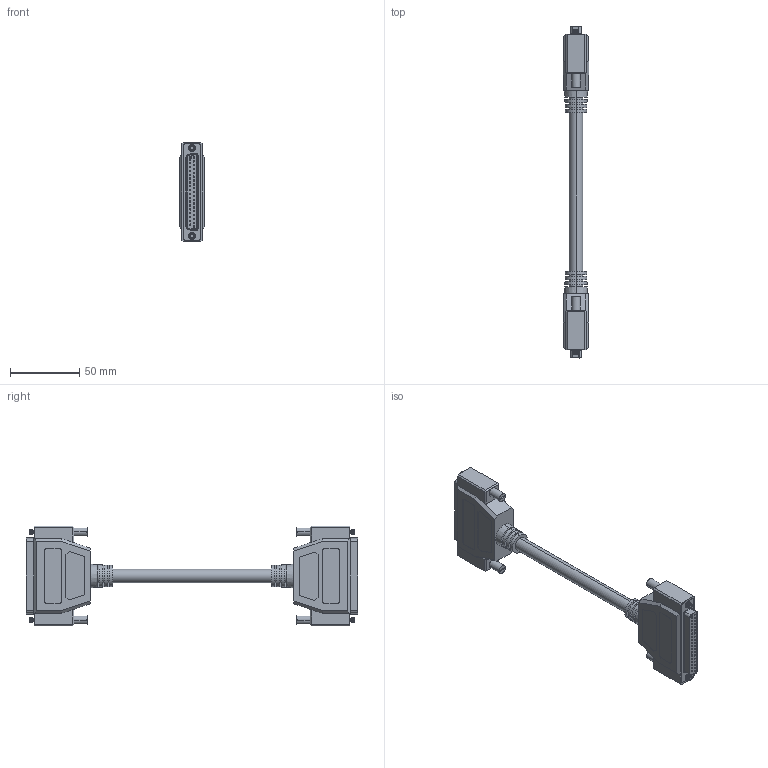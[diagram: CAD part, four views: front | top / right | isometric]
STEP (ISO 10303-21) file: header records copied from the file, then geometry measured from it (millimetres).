
FILE_DESCRIPTION (( 'STEP AP214' ), '1' );
FILE_NAME ('CRMN37FF.STEP', '2006-08-04T15:34:08', ( 'L-COM' ), ( 'L-COM' ), 'SwSTEP 2.0', 'SolidWorks 2006004', '' );
FILE_SCHEMA (( 'AUTOMOTIVE_DESIGN' ));
Length unit declared in the file: inch
Products named in the file (7): 3AA07-018_CRMN37 Screw; MTN-010_for use with clinch nut D-subs; SD37S_With Clinch Nuts; 3AC03-010_.380" OD 4.5" long; CRMN37FF; 3AB01-039_for CRMN section; 3AB01-039
Assembly tree (12 placements, depth 3):
  CRMN37FF
    3AA07-018_CRMN37 Screw
    3AB01-039_for CRMN section
      3AA07-018_CRMN37 Screw  x2
      MTN-010_for use with clinch nut D-subs
      SD37S_With Clinch Nuts
    3AC03-010_.380" OD 4.5" long
    3AB01-039
      3AA07-018_CRMN37 Screw  x2
      SD37S_With Clinch Nuts
      MTN-010_for use with clinch nut D-subs
Bounding box: 18.44 x 239.27 x 71.88 mm (x, y, z)
Volume: 114979.8 mm3; surface area: 38287.6 mm2
Topology: 10 solids, 10 shells, 1707 faces, 3818 edges, 2344 vertices
Faces by surface type: plane 783, cylinder 672, cone 184, torus 40, bspline 28
Entity records: 30841 total; most frequent: CARTESIAN_POINT 4953, DIRECTION 4061, ORIENTED_EDGE 3560, EDGE_CURVE 1780, AXIS2_PLACEMENT_3D 1527, VERTEX_POINT 1099, VECTOR 1007, LINE 1007
